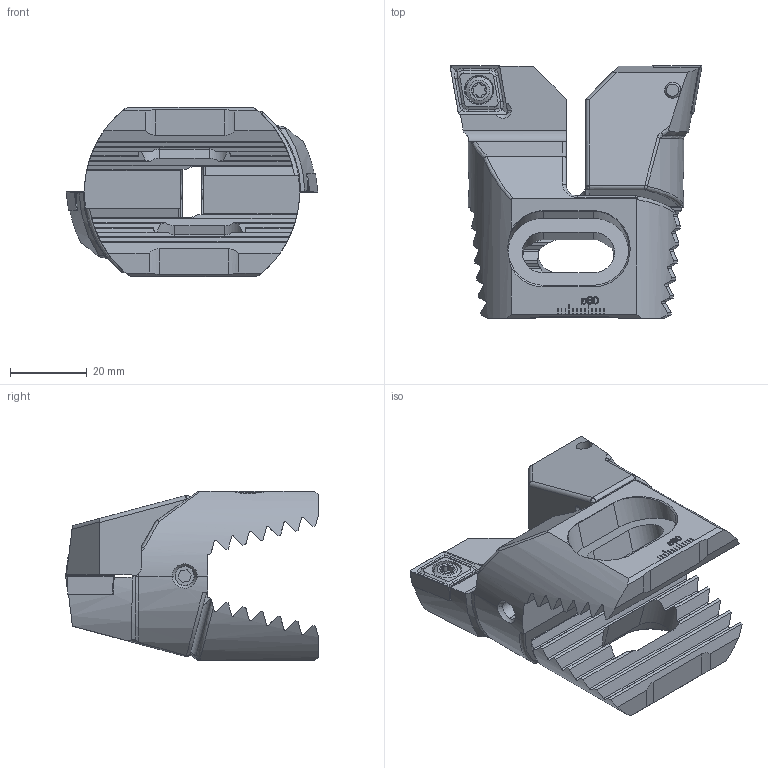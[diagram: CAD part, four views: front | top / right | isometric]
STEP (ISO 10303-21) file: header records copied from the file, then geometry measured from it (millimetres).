
FILE_DESCRIPTION (( 'STEP AP203' ), '1' );
FILE_NAME ('Z55-WCC.B11.037.STEP', '2013-08-28T12:52:20', ( 'SwiAdmin' ), ( '' ), 'SwSTEP 2.0', 'SolidWorks 2012', '' );
FILE_SCHEMA (( 'CONFIG_CONTROL_DESIGN' ));
Length unit declared in the file: millimetre
Products named in the file (5): Z55-WCC.B11.037; Z55-ER3.001.020; CCMT120404; WCC-ER2.001.010_A; Z55-xxx.001.037_C
Assembly tree (8 placements, depth 2):
  Z55-WCC.B11.037
    Z55-xxx.001.037_C  x2
    WCC-ER2.001.010_A  x2
    CCMT120404  x2
    Z55-ER3.001.020  x2
Bounding box: 65.5 x 65.8 x 44.2 mm (x, y, z)
Volume: 62093.8 mm3; surface area: 22849.4 mm2
Topology: 8 solids, 8 shells, 690 faces, 1806 edges, 1126 vertices
Faces by surface type: plane 334, cylinder 132, bspline 122, cone 68, torus 22, sphere 12
Entity records: 13883 total; most frequent: CARTESIAN_POINT 5553, ORIENTED_EDGE 1778, DIRECTION 1362, EDGE_CURVE 889, VERTEX_POINT 562, LINE 478, VECTOR 478, AXIS2_PLACEMENT_3D 442
